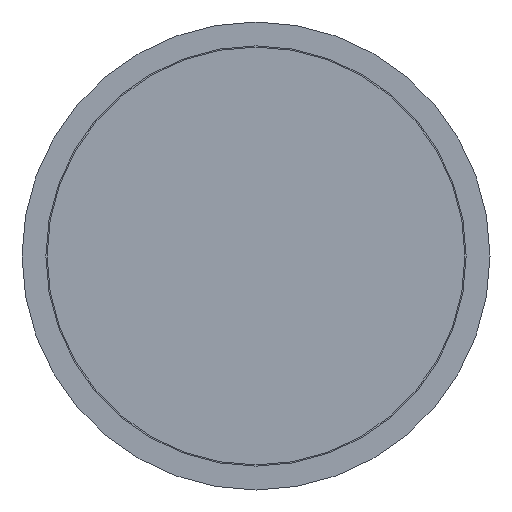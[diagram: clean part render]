
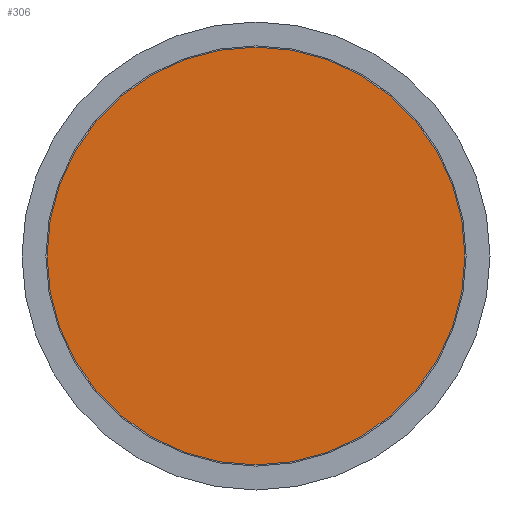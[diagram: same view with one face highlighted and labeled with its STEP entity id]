
A CAD part, front view. The second image highlights one B-rep face of the part: STEP entity #306.
In plain terms, the highlighted planar face has unit normal (0, -1, 0).
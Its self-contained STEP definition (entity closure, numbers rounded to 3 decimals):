
#124 = EDGE_CURVE ( 'NONE', #725, #725, #139, .T. ) ;
#139 = CIRCLE ( 'NONE', #506, 43.75 ) ;
#142 = CARTESIAN_POINT ( 'NONE',  ( 0., 0., 0. ) ) ;
#169 = EDGE_LOOP ( 'NONE', ( #952 ) ) ;
#306 = ADVANCED_FACE ( 'NONE', ( #327 ), #776, .F. ) ;
#315 = DIRECTION ( 'NONE',  ( 0., 1., 0. ) ) ;
#327 = FACE_OUTER_BOUND ( 'NONE', #169, .T. ) ;
#415 = AXIS2_PLACEMENT_3D ( 'NONE', #628, #315, #482 ) ;
#482 = DIRECTION ( 'NONE',  ( 0., 0., 1. ) ) ;
#506 = AXIS2_PLACEMENT_3D ( 'NONE', #142, #824, #983 ) ;
#628 = CARTESIAN_POINT ( 'NONE',  ( -43.75, 0., 0. ) ) ;
#725 = VERTEX_POINT ( 'NONE', #790 ) ;
#776 = PLANE ( 'NONE',  #415 ) ;
#790 = CARTESIAN_POINT ( 'NONE',  ( 0., 0., -43.75 ) ) ;
#824 = DIRECTION ( 'NONE',  ( 0., -1., 0. ) ) ;
#952 = ORIENTED_EDGE ( 'NONE', *, *, #124, .T. ) ;
#983 = DIRECTION ( 'NONE',  ( 0., 0., -1. ) ) ;
